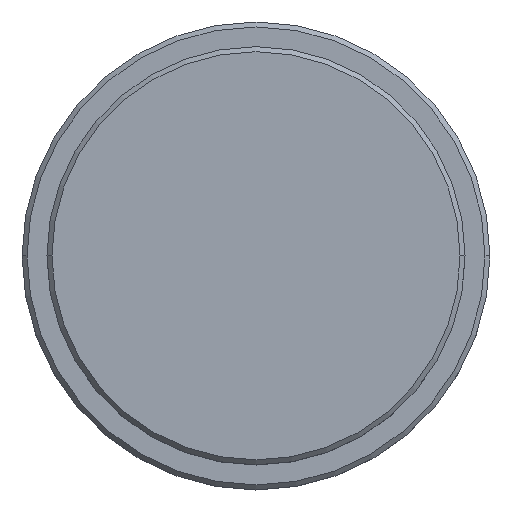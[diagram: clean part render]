
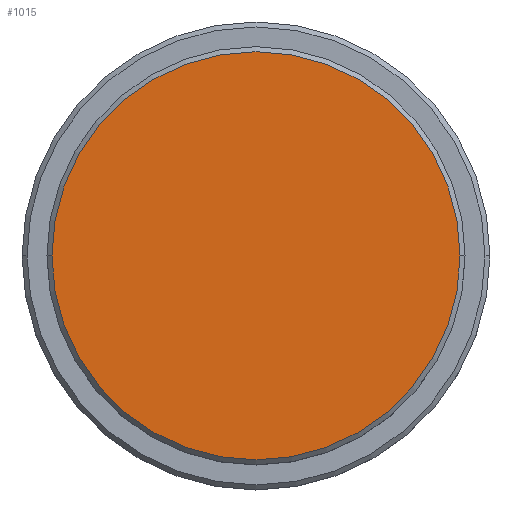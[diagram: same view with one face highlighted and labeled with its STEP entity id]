
A CAD part, top view. The second image highlights one B-rep face of the part: STEP entity #1015.
In plain terms, the highlighted planar face has unit normal (0, 0, 1).
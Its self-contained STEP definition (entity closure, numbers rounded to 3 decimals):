
#62 = AXIS2_PLACEMENT_3D ( 'NONE', #717, #501, #929 ) ;
#70 = ORIENTED_EDGE ( 'NONE', *, *, #714, .T. ) ;
#91 = DIRECTION ( 'NONE',  ( 1., 0., 0. ) ) ;
#197 = FACE_OUTER_BOUND ( 'NONE', #517, .T. ) ;
#247 = VERTEX_POINT ( 'NONE', #860 ) ;
#295 = CARTESIAN_POINT ( 'NONE',  ( 0., 0., 0. ) ) ;
#365 = AXIS2_PLACEMENT_3D ( 'NONE', #1304, #1399, #525 ) ;
#408 = PLANE ( 'NONE',  #62 ) ;
#501 = DIRECTION ( 'NONE',  ( 0., 0., 1. ) ) ;
#517 = EDGE_LOOP ( 'NONE', ( #70, #1374 ) ) ;
#525 = DIRECTION ( 'NONE',  ( 1., 0., 0. ) ) ;
#549 = CARTESIAN_POINT ( 'NONE',  ( -20.5, 0., 0. ) ) ;
#616 = CIRCLE ( 'NONE', #365, 20.5 ) ;
#714 = EDGE_CURVE ( 'NONE', #766, #247, #616, .T. ) ;
#717 = CARTESIAN_POINT ( 'NONE',  ( 0., 0., 0. ) ) ;
#727 = EDGE_CURVE ( 'NONE', #247, #766, #1389, .T. ) ;
#766 = VERTEX_POINT ( 'NONE', #549 ) ;
#823 = AXIS2_PLACEMENT_3D ( 'NONE', #295, #955, #91 ) ;
#860 = CARTESIAN_POINT ( 'NONE',  ( 20.5, 0., 0. ) ) ;
#929 = DIRECTION ( 'NONE',  ( 1., 0., 0. ) ) ;
#955 = DIRECTION ( 'NONE',  ( 0., 0., 1. ) ) ;
#1015 = ADVANCED_FACE ( 'NONE', ( #197 ), #408, .T. ) ;
#1304 = CARTESIAN_POINT ( 'NONE',  ( 0., 0., 0. ) ) ;
#1374 = ORIENTED_EDGE ( 'NONE', *, *, #727, .T. ) ;
#1389 = CIRCLE ( 'NONE', #823, 20.5 ) ;
#1399 = DIRECTION ( 'NONE',  ( 0., 0., 1. ) ) ;
